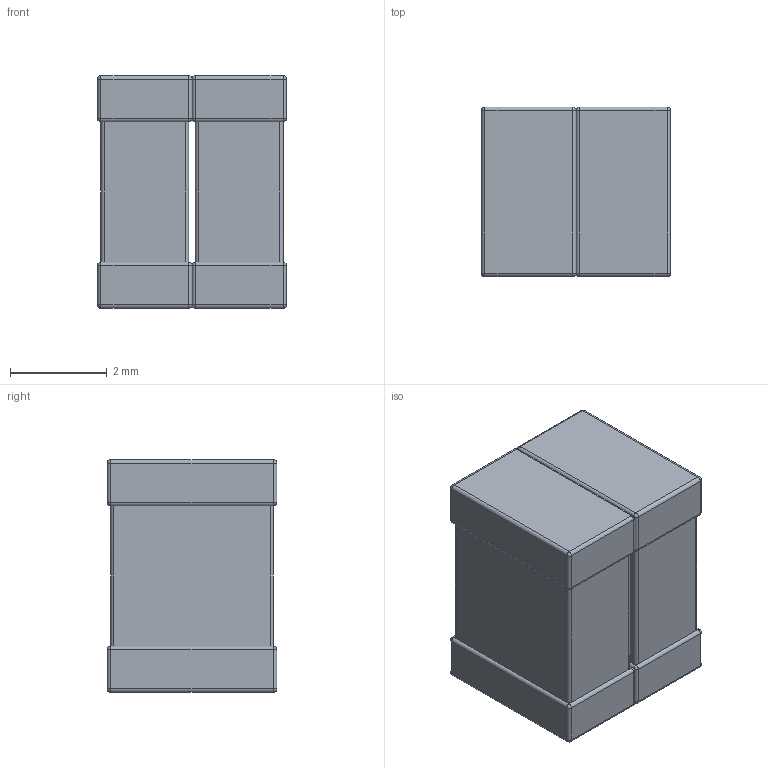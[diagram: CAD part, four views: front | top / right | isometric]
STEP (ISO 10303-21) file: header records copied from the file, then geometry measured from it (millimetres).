
FILE_DESCRIPTION (( 'STEP AP214' ), '1' );
FILE_NAME ('CCSS_K2LL_1812-2_L4.8W3.9B0.95T3.5.STEP', '2023-04-18T22:37:29', ( '' ), ( '' ), 'SwSTEP 2.0', 'SolidWorks 2021', '' );
FILE_SCHEMA (( 'AUTOMOTIVE_DESIGN' ));
Length unit declared in the file: millimetre
Products named in the file (1): CCSS_K2LL_1812-2_L4.8W3.9B0.95T3.5
Bounding box: 3.9 x 3.5 x 4.8 mm (x, y, z)
Volume: 61.1 mm3; surface area: 130 mm2
Topology: 8 solids, 8 shells, 234 faces, 598 edges, 348 vertices
Faces by surface type: plane 142, cylinder 60, sphere 32
Entity records: 8303 total; most frequent: CARTESIAN_POINT 1485, ORIENTED_EDGE 1132, DIRECTION 1084, EDGE_CURVE 566, VECTOR 422, LINE 422, VERTEX_POINT 348, AXIS2_PLACEMENT_3D 331
